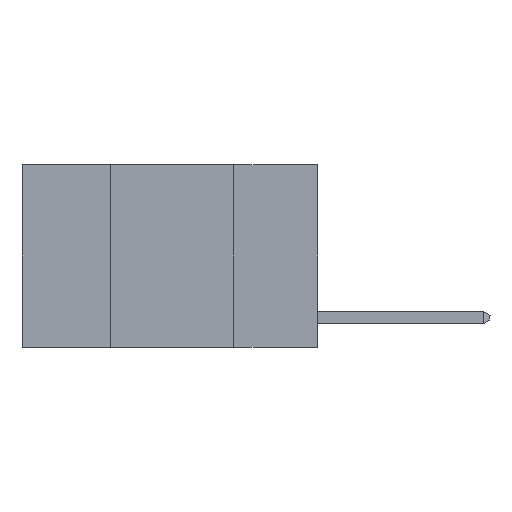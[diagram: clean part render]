
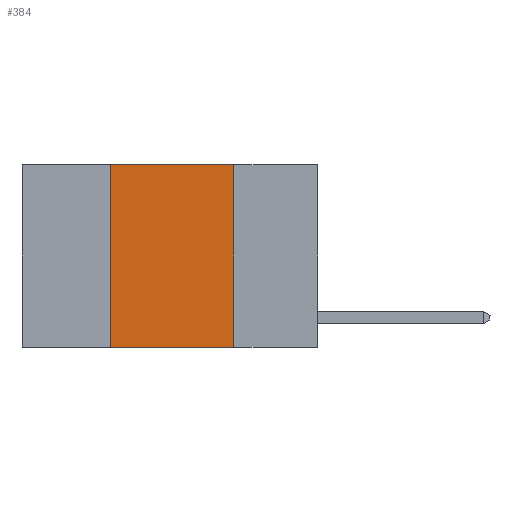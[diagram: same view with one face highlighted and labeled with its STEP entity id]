
A CAD part, left-side view. The second image highlights one B-rep face of the part: STEP entity #384.
In plain terms, the highlighted planar face has unit normal (-1, 0, 0).
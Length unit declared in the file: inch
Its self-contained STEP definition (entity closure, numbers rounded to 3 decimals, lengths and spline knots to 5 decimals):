
#384 = ADVANCED_FACE ( 'NONE', ( #6514 ), #11907, .F. ) ;
#665 = CARTESIAN_POINT ( 'NONE',  ( 0., 0.6, 0. ) ) ;
#892 = EDGE_CURVE ( 'NONE', #1871, #1849, #10800, .T. ) ;
#1849 = VERTEX_POINT ( 'NONE', #3556 ) ;
#1871 = VERTEX_POINT ( 'NONE', #3372 ) ;
#2611 = VECTOR ( 'NONE', #15238, 39.37008 ) ;
#2620 = DIRECTION ( 'NONE',  ( 0., 0., -1. ) ) ;
#2724 = VECTOR ( 'NONE', #2620, 39.37008 ) ;
#3372 = CARTESIAN_POINT ( 'NONE',  ( 0., 0.42, -0.37 ) ) ;
#3556 = CARTESIAN_POINT ( 'NONE',  ( 0., 0.42, 0. ) ) ;
#3843 = DIRECTION ( 'NONE',  ( 0., -1., 0. ) ) ;
#4591 = CARTESIAN_POINT ( 'NONE',  ( 0., 0.17, -0.37 ) ) ;
#4890 = CARTESIAN_POINT ( 'NONE',  ( 0., 0.17, 0. ) ) ;
#5146 = CARTESIAN_POINT ( 'NONE',  ( 0., 0.6, -0.37 ) ) ;
#6442 = LINE ( 'NONE', #14568, #18110 ) ;
#6514 = FACE_OUTER_BOUND ( 'NONE', #12618, .T. ) ;
#6693 = DIRECTION ( 'NONE',  ( 0., -1., 0. ) ) ;
#7026 = DIRECTION ( 'NONE',  ( 0., 0., -1. ) ) ;
#7321 = LINE ( 'NONE', #10302, #2724 ) ;
#7818 = VERTEX_POINT ( 'NONE', #4591 ) ;
#8242 = ORIENTED_EDGE ( 'NONE', *, *, #892, .F. ) ;
#10302 = CARTESIAN_POINT ( 'NONE',  ( 0., 0.17, 0. ) ) ;
#10565 = EDGE_CURVE ( 'NONE', #1871, #7818, #19127, .T. ) ;
#10734 = AXIS2_PLACEMENT_3D ( 'NONE', #665, #19444, #7026 ) ;
#10800 = LINE ( 'NONE', #15257, #2611 ) ;
#11855 = ORIENTED_EDGE ( 'NONE', *, *, #16550, .F. ) ;
#11907 = PLANE ( 'NONE',  #10734 ) ;
#12618 = EDGE_LOOP ( 'NONE', ( #11855, #15922, #8242, #16383 ) ) ;
#13924 = EDGE_CURVE ( 'NONE', #1849, #17583, #6442, .T. ) ;
#14568 = CARTESIAN_POINT ( 'NONE',  ( 0., 0.6, 0. ) ) ;
#15238 = DIRECTION ( 'NONE',  ( 0., 0., 1. ) ) ;
#15257 = CARTESIAN_POINT ( 'NONE',  ( 0., 0.42, 0. ) ) ;
#15922 = ORIENTED_EDGE ( 'NONE', *, *, #13924, .F. ) ;
#16383 = ORIENTED_EDGE ( 'NONE', *, *, #10565, .T. ) ;
#16550 = EDGE_CURVE ( 'NONE', #17583, #7818, #7321, .T. ) ;
#17583 = VERTEX_POINT ( 'NONE', #4890 ) ;
#18110 = VECTOR ( 'NONE', #3843, 39.37008 ) ;
#18655 = VECTOR ( 'NONE', #6693, 39.37008 ) ;
#19127 = LINE ( 'NONE', #5146, #18655 ) ;
#19444 = DIRECTION ( 'NONE',  ( 1., 0., 0. ) ) ;
